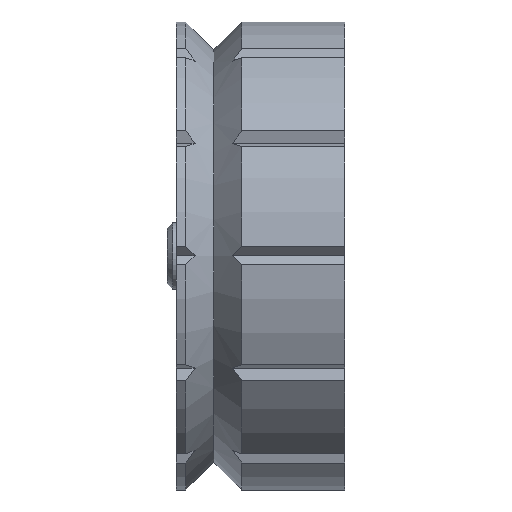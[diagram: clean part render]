
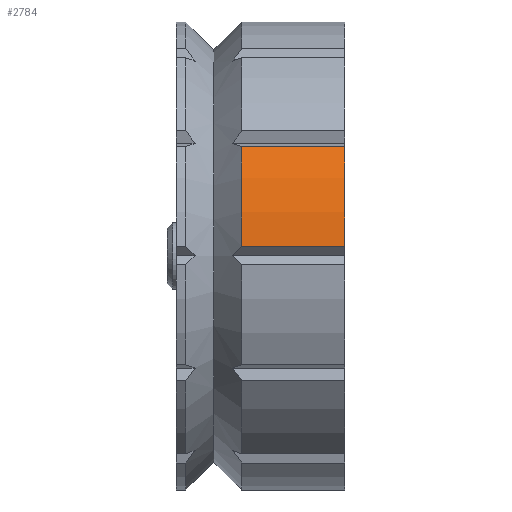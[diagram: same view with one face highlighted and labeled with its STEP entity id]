
A CAD part, top view. The second image highlights one B-rep face of the part: STEP entity #2784.
In plain terms, the highlighted cylindrical face has radius 25 mm (diameter 50 mm), a partial arc.
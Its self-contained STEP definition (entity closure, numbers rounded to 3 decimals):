
#67=CIRCLE('',#2963,25.);
#109=CIRCLE('',#3014,25.);
#178=CYLINDRICAL_SURFACE('',#3043,25.);
#241=FACE_OUTER_BOUND('',#419,.T.);
#419=EDGE_LOOP('',(#2071,#2072,#2073,#2074));
#654=LINE('',#4552,#880);
#655=LINE('',#4555,#881);
#880=VECTOR('',#3516,10.);
#881=VECTOR('',#3521,10.);
#1138=VERTEX_POINT('',#4129);
#1139=VERTEX_POINT('',#4131);
#1230=VERTEX_POINT('',#4382);
#1231=VERTEX_POINT('',#4386);
#1416=EDGE_CURVE('',#1138,#1139,#67,.T.);
#1518=EDGE_CURVE('',#1231,#1230,#109,.T.);
#1584=EDGE_CURVE('',#1230,#1139,#654,.T.);
#1585=EDGE_CURVE('',#1138,#1231,#655,.T.);
#2071=ORIENTED_EDGE('',*,*,#1584,.T.);
#2072=ORIENTED_EDGE('',*,*,#1416,.F.);
#2073=ORIENTED_EDGE('',*,*,#1585,.T.);
#2074=ORIENTED_EDGE('',*,*,#1518,.T.);
#2784=ADVANCED_FACE('',(#241),#178,.T.);
#2963=AXIS2_PLACEMENT_3D('',#4132,#3299,#3300);
#3014=AXIS2_PLACEMENT_3D('',#4387,#3435,#3436);
#3043=AXIS2_PLACEMENT_3D('',#4554,#3519,#3520);
#3299=DIRECTION('center_axis',(1.,0.,0.));
#3300=DIRECTION('ref_axis',(0.,1.,0.));
#3435=DIRECTION('center_axis',(1.,0.,0.));
#3436=DIRECTION('ref_axis',(0.,1.,0.));
#3516=DIRECTION('',(1.,0.,0.));
#3519=DIRECTION('center_axis',(1.,0.,0.));
#3520=DIRECTION('ref_axis',(0.,1.,0.));
#3521=DIRECTION('',(-1.,0.,0.));
#4129=CARTESIAN_POINT('',(18.,11.641,22.124));
#4131=CARTESIAN_POINT('',(18.,0.981,24.981));
#4132=CARTESIAN_POINT('Origin',(18.,0.,0.));
#4382=CARTESIAN_POINT('',(7.,0.981,24.981));
#4386=CARTESIAN_POINT('',(7.,11.641,22.124));
#4387=CARTESIAN_POINT('Origin',(7.,0.,0.));
#4552=CARTESIAN_POINT('',(0.,0.981,24.981));
#4554=CARTESIAN_POINT('Origin',(0.,0.,0.));
#4555=CARTESIAN_POINT('',(0.,11.641,22.124));
